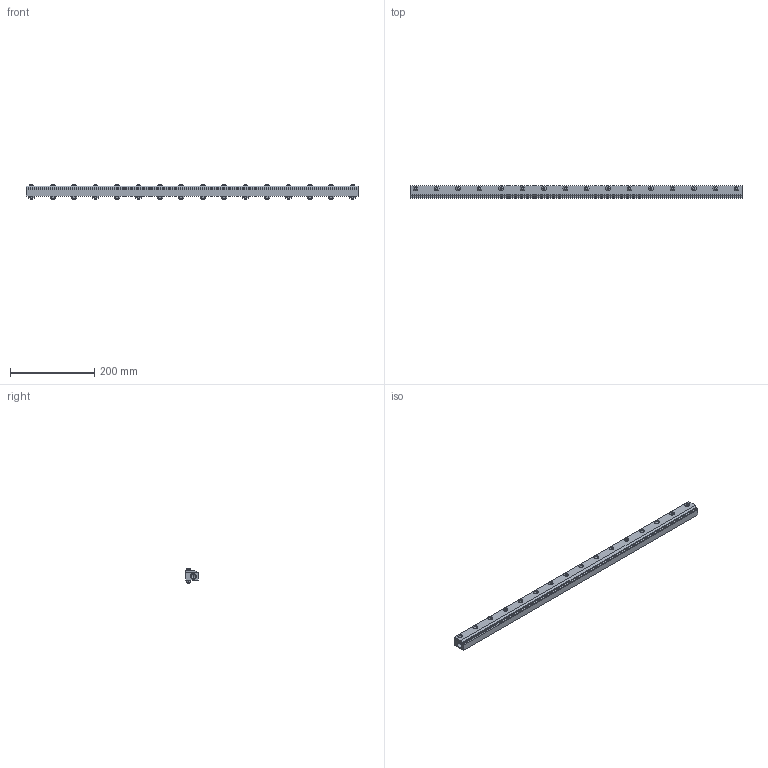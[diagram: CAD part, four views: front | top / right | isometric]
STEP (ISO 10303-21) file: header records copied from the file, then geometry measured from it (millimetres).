
FILE_DESCRIPTION(('STEP AP203'),'1');
FILE_NAME('2230ss.stp','2024-10-24T08:34:49',('TraceParts'),('TraceParts S.A.'),'Spatial InterOp 3D',' ',' ');
FILE_SCHEMA(('CONFIG_CONTROL_DESIGN'));
Length unit declared in the file: millimetre
Products named in the file (1): 1
Bounding box: 787.4 x 30.48 x 35.1 mm (x, y, z)
Volume: 538075.5 mm3; surface area: 152863.8 mm2
Topology: 34 solids, 34 shells, 540 faces, 1293 edges, 855 vertices
Faces by surface type: plane 302, cylinder 164, bspline 38, cone 36
Entity records: 17472 total; most frequent: CARTESIAN_POINT 4348, DIRECTION 2779, ORIENTED_EDGE 2582, EDGE_CURVE 1291, AXIS2_PLACEMENT_3D 988, VERTEX_POINT 855, LINE 803, VECTOR 803
